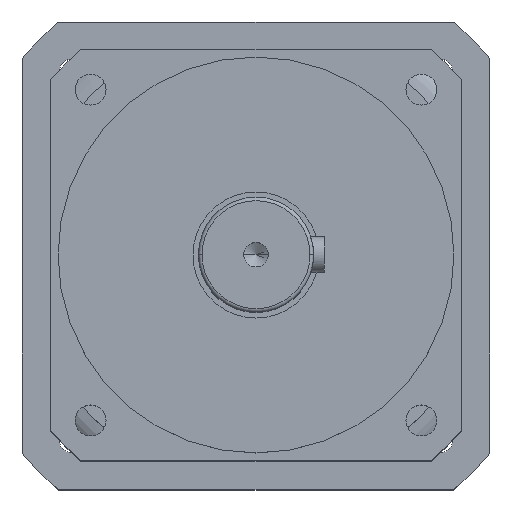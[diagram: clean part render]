
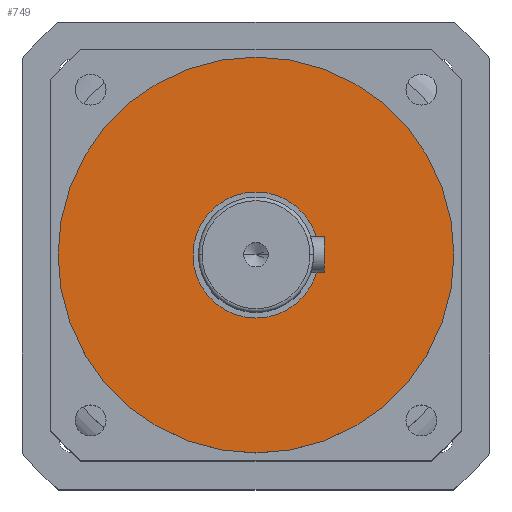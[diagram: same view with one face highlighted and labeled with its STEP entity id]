
A CAD part, top view. The second image highlights one B-rep face of the part: STEP entity #749.
In plain terms, the highlighted planar face has unit normal (0, 0, 1).
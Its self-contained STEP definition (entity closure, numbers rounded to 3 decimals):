
#157 = CARTESIAN_POINT ( 'NONE',  ( -55., 0., -53. ) ) ;
#339 = EDGE_LOOP ( 'NONE', ( #8625, #6357 ) ) ;
#415 = AXIS2_PLACEMENT_3D ( 'NONE', #6702, #6845, #7784 ) ;
#749 = ADVANCED_FACE ( 'NONE', ( #4482, #8562 ), #7811, .F. ) ;
#849 = CIRCLE ( 'NONE', #1205, 55. ) ;
#1162 = CIRCLE ( 'NONE', #5421, 55. ) ;
#1205 = AXIS2_PLACEMENT_3D ( 'NONE', #1243, #6476, #1997 ) ;
#1243 = CARTESIAN_POINT ( 'NONE',  ( 0., 0., -53. ) ) ;
#1394 = CARTESIAN_POINT ( 'NONE',  ( 17.5, 0., -53. ) ) ;
#1494 = DIRECTION ( 'NONE',  ( 0., 0., 1. ) ) ;
#1898 = AXIS2_PLACEMENT_3D ( 'NONE', #7752, #7651, #7152 ) ;
#1997 = DIRECTION ( 'NONE',  ( 1., 0., 0. ) ) ;
#2203 = EDGE_CURVE ( 'NONE', #3198, #3351, #4660, .T. ) ;
#2288 = EDGE_CURVE ( 'NONE', #3351, #3198, #2542, .T. ) ;
#2542 = CIRCLE ( 'NONE', #7467, 17.5 ) ;
#3198 = VERTEX_POINT ( 'NONE', #1394 ) ;
#3304 = EDGE_CURVE ( 'NONE', #6815, #3645, #1162, .T. ) ;
#3351 = VERTEX_POINT ( 'NONE', #9047 ) ;
#3535 = ORIENTED_EDGE ( 'NONE', *, *, #6306, .T. ) ;
#3645 = VERTEX_POINT ( 'NONE', #157 ) ;
#4482 = FACE_BOUND ( 'NONE', #339, .T. ) ;
#4629 = DIRECTION ( 'NONE',  ( 1., 0., 0. ) ) ;
#4660 = CIRCLE ( 'NONE', #415, 17.5 ) ;
#4687 = DIRECTION ( 'NONE',  ( 0., 0., 1. ) ) ;
#5205 = CARTESIAN_POINT ( 'NONE',  ( 0., 0., -53. ) ) ;
#5349 = EDGE_LOOP ( 'NONE', ( #7076, #3535 ) ) ;
#5421 = AXIS2_PLACEMENT_3D ( 'NONE', #5977, #1494, #6756 ) ;
#5491 = CARTESIAN_POINT ( 'NONE',  ( 55., 0., -53. ) ) ;
#5977 = CARTESIAN_POINT ( 'NONE',  ( 0., 0., -53. ) ) ;
#6306 = EDGE_CURVE ( 'NONE', #3645, #6815, #849, .T. ) ;
#6357 = ORIENTED_EDGE ( 'NONE', *, *, #2288, .F. ) ;
#6476 = DIRECTION ( 'NONE',  ( 0., 0., 1. ) ) ;
#6702 = CARTESIAN_POINT ( 'NONE',  ( 0., 0., -53. ) ) ;
#6756 = DIRECTION ( 'NONE',  ( 1., 0., 0. ) ) ;
#6815 = VERTEX_POINT ( 'NONE', #5491 ) ;
#6845 = DIRECTION ( 'NONE',  ( 0., 0., 1. ) ) ;
#7076 = ORIENTED_EDGE ( 'NONE', *, *, #3304, .T. ) ;
#7152 = DIRECTION ( 'NONE',  ( -1., 0., 0. ) ) ;
#7467 = AXIS2_PLACEMENT_3D ( 'NONE', #5205, #4687, #4629 ) ;
#7651 = DIRECTION ( 'NONE',  ( 0., 0., -1. ) ) ;
#7752 = CARTESIAN_POINT ( 'NONE',  ( 0., 55., -53. ) ) ;
#7784 = DIRECTION ( 'NONE',  ( 1., 0., 0. ) ) ;
#7811 = PLANE ( 'NONE',  #1898 ) ;
#8562 = FACE_OUTER_BOUND ( 'NONE', #5349, .T. ) ;
#8625 = ORIENTED_EDGE ( 'NONE', *, *, #2203, .F. ) ;
#9047 = CARTESIAN_POINT ( 'NONE',  ( -17.5, 0., -53. ) ) ;
